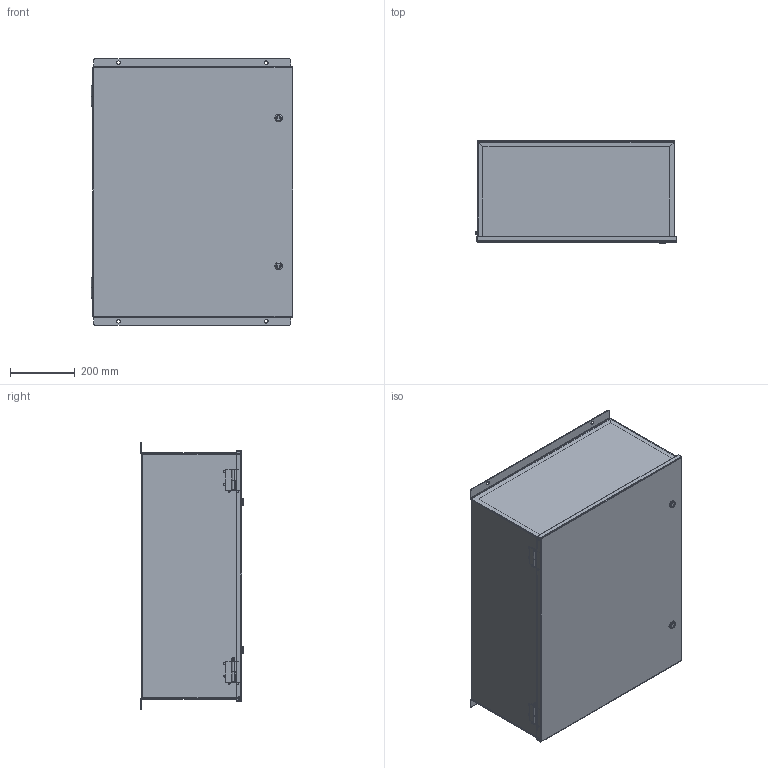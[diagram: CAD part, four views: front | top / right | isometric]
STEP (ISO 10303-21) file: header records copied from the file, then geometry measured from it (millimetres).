
FILE_DESCRIPTION( ( 'Unknown' ), '1' );
FILE_NAME( 'K302412_16GA_QT.stp', 'Unknown', ( 'Unknown' ), ( 'Unknown' ), 'PSStep 16.0.42', 'Unknown', ' ' );
FILE_SCHEMA( ( 'AUTOMOTIVE_DESIGN { 1 0 10303 214 1 1 1 1 }' ) );
Length unit declared in the file: millimetre
Products named in the file (23): LOCK AVEC TOURNEVIS TYPE 4-12 SANS CAME; HOSING-oa0; INSERT POUR TOURNEVIS-oa1; NOIX DE FIXATION-oa2; Oring-oa3; Oring-oa4; SEAL BLANC-oa5; STOPPER DESSOUS-oa6; VIS DE RETENUE DE LA CAME-oa7; A11KK; CAME K; K302412_16GA_BOITIER; 10-32 x 0.312-FENTE-carré; Penture K Acier - GAUCHE_boitier; 0.375-16 x 0.750 AC_CKL 118-510-340; K302412B_16GA; Kxx2412B_14GA; Kxx2412H_14GA; K3024_14GA_COUVERCLE_QT; Penture K Acier - GAUCHE_porte; K3024C_14GA_QT; Assem1; AKP3024_14GA
Assembly tree (28 placements, depth 5):
  Assem1
    AKP3024_14GA
    K3024_14GA_COUVERCLE_QT
      Penture K Acier - GAUCHE_porte  x2
      K3024C_14GA_QT
      A11KK  x2
        CAME K
        LOCK AVEC TOURNEVIS TYPE 4-12 SANS CAME
          HOSING-oa0
          INSERT POUR TOURNEVIS-oa1
          NOIX DE FIXATION-oa2
          Oring-oa3
          Oring-oa4
          SEAL BLANC-oa5
          STOPPER DESSOUS-oa6
          VIS DE RETENUE DE LA CAME-oa7
    K302412_16GA_BOITIER
      10-32 x 0.312-FENTE-carré
      Penture K Acier - GAUCHE_boitier  x2
      0.375-16 x 0.750 AC_CKL 118-510-340  x4
      K302412B_16GA
      Kxx2412B_14GA
      Kxx2412H_14GA
Bounding box: 624.51 x 316.89 x 825.5 mm (x, y, z)
Volume: 4142954.2 mm3; surface area: 4757490.5 mm2
Topology: 32 solids, 32 shells, 1709 faces, 4165 edges, 2661 vertices
Faces by surface type: plane 981, cylinder 307, bspline 204, extrusion 112, torus 54, cone 43, sphere 8
Full cylindrical faces by diameter (mm): 0.346 x1, 0.794 x4, 3.023 x4, 3.175 x4, 4.394 x2, 4.775 x2, 4.801 x1, 4.837 x1, 6.096 x4, 6.223 x8, 6.35 x8, 6.985 x2, 7.137 x1, 8.966 x4, 9.525 x5, 9.881 x2, 10.084 x2, 11.1 x4, 11.176 x2, 11.862 x2, 12.192 x2, 12.827 x2, 14.275 x4, 15.748 x2, 15.799 x2, 16.192 x4, 17.462 x2, 22.86 x2
Entity records: 78886 total; most frequent: CARTESIAN_POINT 43417, ORIENTED_EDGE 5578, DIRECTION 4325, EDGE_CURVE 2789, VERTEX_POINT 1850, EDGE_LOOP 1467, AXIS2_PLACEMENT_3D 1455, VECTOR 1415
